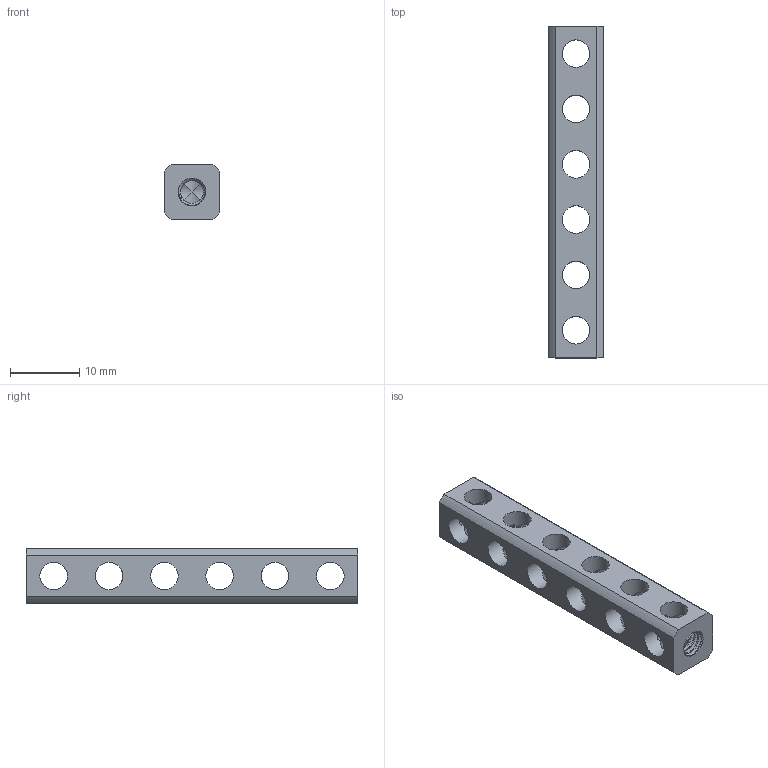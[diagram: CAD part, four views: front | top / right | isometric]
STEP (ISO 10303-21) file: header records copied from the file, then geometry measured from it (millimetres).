
FILE_DESCRIPTION( ( '' ), ' ' );
FILE_NAME( '5a2ac76872ac810ef6302de6.step', '2017-12-08T17:10:01', ( '' ), ( '' ), ' ', ' ', ' ' );
FILE_SCHEMA( ( 'AUTOMOTIVE_DESIGN { 1 0 10303 214 1 1 1 1 }' ) );
Length unit declared in the file: metre
Products named in the file (1): 1119-0006-0048
Bounding box: 8 x 48 x 8 mm (x, y, z)
Volume: 1907.1 mm3; surface area: 2213.2 mm2
Topology: 1 solids, 1 shells, 106 faces, 504 edges, 382 vertices
Faces by surface type: cylinder 74, bspline 24, plane 6, cone 2
Full cylindrical faces by diameter (mm): 4 x24
Entity records: 8549 total; most frequent: CARTESIAN_POINT 4362, ORIENTED_EDGE 960, EDGE_CURVE 480, DIRECTION 464, VERTEX_POINT 382, AXIS2_PLACEMENT_3D 223, EDGE_LOOP 156, B_SPLINE_CURVE_WITH_KNOTS 134
